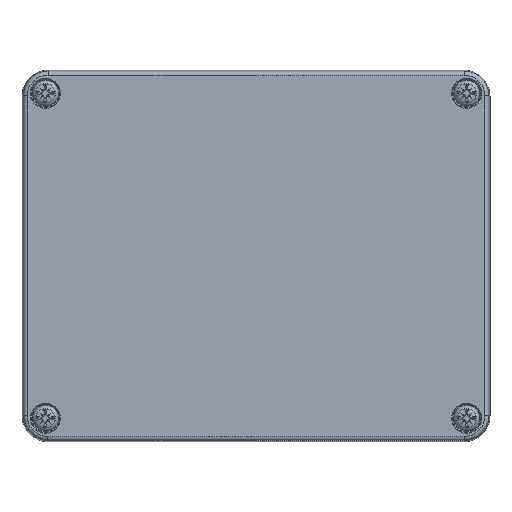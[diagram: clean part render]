
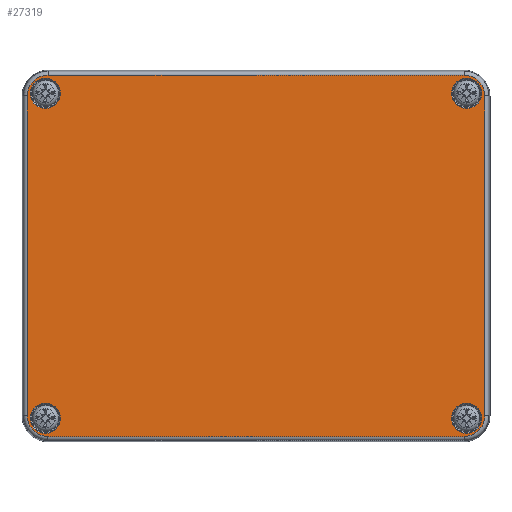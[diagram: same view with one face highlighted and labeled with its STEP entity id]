
A CAD part, top view. The second image highlights one B-rep face of the part: STEP entity #27319.
In plain terms, the highlighted face is planar.
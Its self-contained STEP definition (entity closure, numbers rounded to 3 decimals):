
#26898=CARTESIAN_POINT('',(-80.,69.502,-30.0));
#26899=VERTEX_POINT('',#26898);
#26907=CARTESIAN_POINT('',(-88.002,61.5,-30.0));
#26908=VERTEX_POINT('',#26907);
#26909=CARTESIAN_POINT('',(-80.,61.5,-30.0));
#26910=DIRECTION('',(0.0,0.0,1.0));
#26911=DIRECTION('',(-0.707,0.707,0.0));
#26912=AXIS2_PLACEMENT_3D('',#26909,#26910,#26911);
#26913=CIRCLE('',#26912,8.002);
#26914=EDGE_CURVE('',#26899,#26908,#26913,.T.);
#26940=CARTESIAN_POINT('',(-88.002,-61.5,-30.0));
#26941=VERTEX_POINT('',#26940);
#26958=CARTESIAN_POINT('',(-88.002,61.5,-30.0));
#26959=DIRECTION('',(0.0,-1.0,0.0));
#26960=VECTOR('',#26959,123.);
#26961=LINE('',#26958,#26960);
#26962=EDGE_CURVE('',#26908,#26941,#26961,.T.);
#26972=CARTESIAN_POINT('',(-80.,-69.502,-30.0));
#26973=VERTEX_POINT('',#26972);
#26991=CARTESIAN_POINT('',(-80.,-61.5,-30.0));
#26992=DIRECTION('',(0.0,0.0,1.0));
#26993=DIRECTION('',(-0.707,-0.707,0.0));
#26994=AXIS2_PLACEMENT_3D('',#26991,#26992,#26993);
#26995=CIRCLE('',#26994,8.002);
#26996=EDGE_CURVE('',#26941,#26973,#26995,.T.);
#27006=CARTESIAN_POINT('',(80.,-69.502,-30.0));
#27007=VERTEX_POINT('',#27006);
#27024=CARTESIAN_POINT('',(-80.,-69.502,-30.0));
#27025=DIRECTION('',(1.0,0.0,0.0));
#27026=VECTOR('',#27025,160.);
#27027=LINE('',#27024,#27026);
#27028=EDGE_CURVE('',#26973,#27007,#27027,.T.);
#27038=CARTESIAN_POINT('',(88.002,-61.5,-30.0));
#27039=VERTEX_POINT('',#27038);
#27057=CARTESIAN_POINT('',(80.,-61.5,-30.0));
#27058=DIRECTION('',(0.0,0.0,1.0));
#27059=DIRECTION('',(0.707,-0.707,0.0));
#27060=AXIS2_PLACEMENT_3D('',#27057,#27058,#27059);
#27061=CIRCLE('',#27060,8.002);
#27062=EDGE_CURVE('',#27007,#27039,#27061,.T.);
#27072=CARTESIAN_POINT('',(88.002,61.5,-30.0));
#27073=VERTEX_POINT('',#27072);
#27090=CARTESIAN_POINT('',(88.002,-61.5,-30.0));
#27091=DIRECTION('',(0.0,1.0,0.0));
#27092=VECTOR('',#27091,123.0);
#27093=LINE('',#27090,#27092);
#27094=EDGE_CURVE('',#27039,#27073,#27093,.T.);
#27104=CARTESIAN_POINT('',(80.,69.502,-30.0));
#27105=VERTEX_POINT('',#27104);
#27123=CARTESIAN_POINT('',(80.,61.5,-30.0));
#27124=DIRECTION('',(0.0,0.0,1.0));
#27125=DIRECTION('',(0.707,0.707,0.0));
#27126=AXIS2_PLACEMENT_3D('',#27123,#27124,#27125);
#27127=CIRCLE('',#27126,8.002);
#27128=EDGE_CURVE('',#27073,#27105,#27127,.T.);
#27146=CARTESIAN_POINT('',(80.,69.502,-30.0));
#27147=DIRECTION('',(-1.0,0.0,0.0));
#27148=VECTOR('',#27147,160.);
#27149=LINE('',#27146,#27148);
#27150=EDGE_CURVE('',#27105,#26899,#27149,.T.);
#27260=CARTESIAN_POINT('',(0.,0.,-30.0));
#27261=DIRECTION('',(0.0,0.0,1.0));
#27262=DIRECTION('',(1.0,0.0,0.0));
#27263=AXIS2_PLACEMENT_3D('',#27260,#27261,#27262);
#27264=PLANE('',#27263);
#27265=ORIENTED_EDGE('',*,*,#26914,.F.);
#27266=ORIENTED_EDGE('',*,*,#27150,.F.);
#27267=ORIENTED_EDGE('',*,*,#27128,.F.);
#27268=ORIENTED_EDGE('',*,*,#27094,.F.);
#27269=ORIENTED_EDGE('',*,*,#27062,.F.);
#27270=ORIENTED_EDGE('',*,*,#27028,.F.);
#27271=ORIENTED_EDGE('',*,*,#26996,.F.);
#27272=ORIENTED_EDGE('',*,*,#26962,.F.);
#27273=EDGE_LOOP('',(#27265,#27266,#27267,#27268,#27269,#27270,#27271,#27272));
#27274=FACE_OUTER_BOUND('',#27273,.T.);
#27275=CARTESIAN_POINT('',(-86.8,62.5,-30.0));
#27276=VERTEX_POINT('',#27275);
#27277=CARTESIAN_POINT('',(-81.,62.5,-30.0));
#27278=DIRECTION('',(0.0,0.0,-1.0));
#27279=DIRECTION('',(1.0,0.0,0.0));
#27280=AXIS2_PLACEMENT_3D('',#27277,#27278,#27279);
#27281=CIRCLE('',#27280,5.8);
#27282=EDGE_CURVE('',#27276,#27276,#27281,.T.);
#27283=ORIENTED_EDGE('',*,*,#27282,.F.);
#27284=EDGE_LOOP('',(#27283));
#27285=FACE_BOUND('',#27284,.T.);
#27286=CARTESIAN_POINT('',(75.2,-62.5,-30.0));
#27287=VERTEX_POINT('',#27286);
#27288=CARTESIAN_POINT('',(81.,-62.5,-30.0));
#27289=DIRECTION('',(0.0,0.0,-1.0));
#27290=DIRECTION('',(1.0,0.0,0.0));
#27291=AXIS2_PLACEMENT_3D('',#27288,#27289,#27290);
#27292=CIRCLE('',#27291,5.8);
#27293=EDGE_CURVE('',#27287,#27287,#27292,.T.);
#27294=ORIENTED_EDGE('',*,*,#27293,.F.);
#27295=EDGE_LOOP('',(#27294));
#27296=FACE_BOUND('',#27295,.T.);
#27297=CARTESIAN_POINT('',(75.2,62.5,-30.0));
#27298=VERTEX_POINT('',#27297);
#27299=CARTESIAN_POINT('',(81.,62.5,-30.0));
#27300=DIRECTION('',(0.0,0.0,-1.0));
#27301=DIRECTION('',(1.0,0.0,0.0));
#27302=AXIS2_PLACEMENT_3D('',#27299,#27300,#27301);
#27303=CIRCLE('',#27302,5.8);
#27304=EDGE_CURVE('',#27298,#27298,#27303,.T.);
#27305=ORIENTED_EDGE('',*,*,#27304,.F.);
#27306=EDGE_LOOP('',(#27305));
#27307=FACE_BOUND('',#27306,.T.);
#27308=CARTESIAN_POINT('',(-86.8,-62.5,-30.0));
#27309=VERTEX_POINT('',#27308);
#27310=CARTESIAN_POINT('',(-81.0,-62.5,-30.0));
#27311=DIRECTION('',(0.0,0.0,-1.0));
#27312=DIRECTION('',(1.0,0.0,0.0));
#27313=AXIS2_PLACEMENT_3D('',#27310,#27311,#27312);
#27314=CIRCLE('',#27313,5.8);
#27315=EDGE_CURVE('',#27309,#27309,#27314,.T.);
#27316=ORIENTED_EDGE('',*,*,#27315,.F.);
#27317=EDGE_LOOP('',(#27316));
#27318=FACE_BOUND('',#27317,.T.);
#27319=ADVANCED_FACE('',(#27274,#27285,#27296,#27307,#27318),#27264,.F.);
